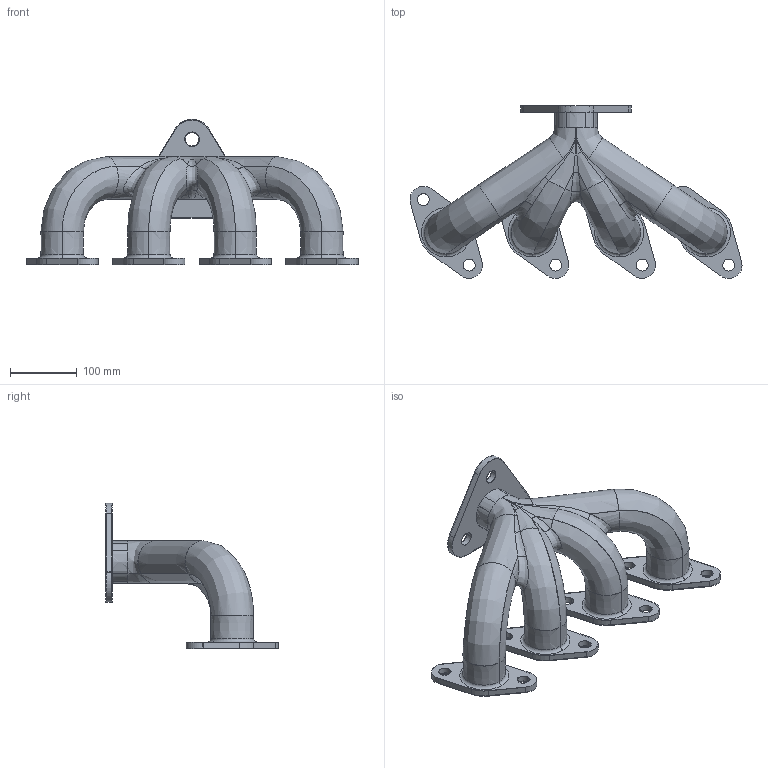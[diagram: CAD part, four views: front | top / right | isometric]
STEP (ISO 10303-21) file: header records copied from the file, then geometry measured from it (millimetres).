
FILE_DESCRIPTION(('CATIA V5 STEP Exchange'),'2;1');
FILE_NAME('Exhaust manifold.stp','2021-12-20T04:17:29+00:00',('none'),('none'),'CATIA Version 5 Release 21 GA (IN-10)','CATIA V5 STEP AP203','none');
FILE_SCHEMA(('CONFIG_CONTROL_DESIGN'));
Length unit declared in the file: millimetre
Products named in the file (1): Part1
Bounding box: 498.76 x 259.14 x 218.44 mm (x, y, z)
Volume: 391930.6 mm3; surface area: 597745.5 mm2
Topology: 2 solids, 2 shells, 325 faces, 859 edges, 547 vertices
Faces by surface type: bspline 134, cylinder 113, plane 70, torus 8
Entity records: 26081 total; most frequent: CARTESIAN_POINT 19478, ORIENTED_EDGE 1702, EDGE_CURVE 851, DIRECTION 669, VERTEX_POINT 547, B_SPLINE_CURVE_WITH_KNOTS 458, EDGE_LOOP 402, AXIS2_PLACEMENT_3D 329
